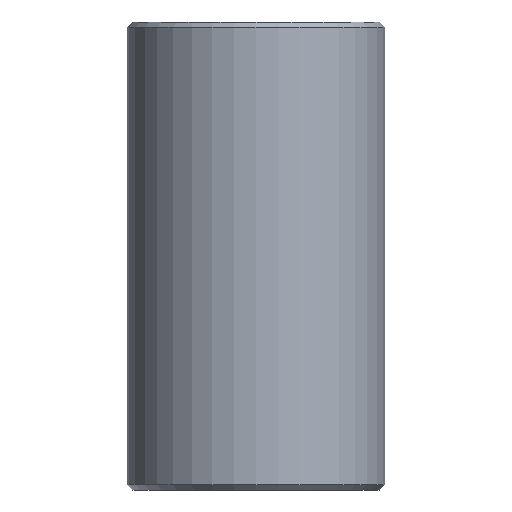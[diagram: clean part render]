
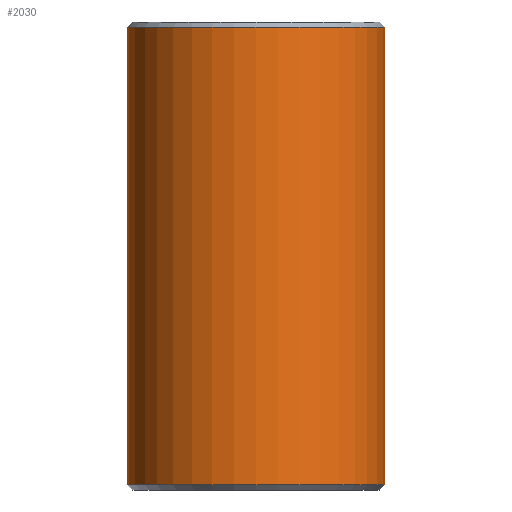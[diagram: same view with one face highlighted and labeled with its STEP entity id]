
A CAD part, front view. The second image highlights one B-rep face of the part: STEP entity #2030.
In plain terms, the highlighted cylindrical face has radius 5.5 mm (diameter 11 mm), a partial arc.
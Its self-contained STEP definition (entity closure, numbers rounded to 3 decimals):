
#50 = CARTESIAN_POINT ( 'NONE',  ( 5.5, 0., 9.78 ) ) ;
#235 = EDGE_CURVE ( 'NONE', #315, #1909, #3317, .T. ) ;
#304 = LINE ( 'NONE', #1150, #1560 ) ;
#315 = VERTEX_POINT ( 'NONE', #1901 ) ;
#503 = CARTESIAN_POINT ( 'NONE',  ( -5.5, 0., -9.78 ) ) ;
#527 = DIRECTION ( 'NONE',  ( 0., 0., -1. ) ) ;
#668 = DIRECTION ( 'NONE',  ( 1., 0., 0. ) ) ;
#674 = DIRECTION ( 'NONE',  ( 0., 0., -1. ) ) ;
#875 = EDGE_LOOP ( 'NONE', ( #4028, #2145, #4220, #1277 ) ) ;
#1025 = DIRECTION ( 'NONE',  ( 1., 0., 0. ) ) ;
#1150 = CARTESIAN_POINT ( 'NONE',  ( 5.5, 0., 10. ) ) ;
#1268 = CARTESIAN_POINT ( 'NONE',  ( 5.5, 0., -9.78 ) ) ;
#1277 = ORIENTED_EDGE ( 'NONE', *, *, #4103, .T. ) ;
#1361 = CARTESIAN_POINT ( 'NONE',  ( 0., 0., 9.78 ) ) ;
#1517 = DIRECTION ( 'NONE',  ( -1., 0., 0. ) ) ;
#1560 = VECTOR ( 'NONE', #3776, 1000. ) ;
#1611 = AXIS2_PLACEMENT_3D ( 'NONE', #1361, #674, #1025 ) ;
#1676 = AXIS2_PLACEMENT_3D ( 'NONE', #1990, #4293, #668 ) ;
#1901 = CARTESIAN_POINT ( 'NONE',  ( -5.5, 0., 9.78 ) ) ;
#1909 = VERTEX_POINT ( 'NONE', #503 ) ;
#1990 = CARTESIAN_POINT ( 'NONE',  ( 0., 0., -9.78 ) ) ;
#2030 = ADVANCED_FACE ( 'NONE', ( #3529 ), #2406, .T. ) ;
#2041 = EDGE_CURVE ( 'NONE', #2420, #315, #2907, .T. ) ;
#2145 = ORIENTED_EDGE ( 'NONE', *, *, #2041, .T. ) ;
#2271 = DIRECTION ( 'NONE',  ( 0., 0., -1. ) ) ;
#2406 = CYLINDRICAL_SURFACE ( 'NONE', #3279, 5.5 ) ;
#2420 = VERTEX_POINT ( 'NONE', #50 ) ;
#2581 = VERTEX_POINT ( 'NONE', #1268 ) ;
#2907 = CIRCLE ( 'NONE', #1611, 5.5 ) ;
#3240 = CARTESIAN_POINT ( 'NONE',  ( 0., 0., 10. ) ) ;
#3279 = AXIS2_PLACEMENT_3D ( 'NONE', #3240, #2271, #1517 ) ;
#3317 = LINE ( 'NONE', #3884, #3732 ) ;
#3529 = FACE_OUTER_BOUND ( 'NONE', #875, .T. ) ;
#3661 = CIRCLE ( 'NONE', #1676, 5.5 ) ;
#3726 = EDGE_CURVE ( 'NONE', #2420, #2581, #304, .T. ) ;
#3732 = VECTOR ( 'NONE', #527, 1000. ) ;
#3776 = DIRECTION ( 'NONE',  ( 0., 0., -1. ) ) ;
#3884 = CARTESIAN_POINT ( 'NONE',  ( -5.5, 0., 10. ) ) ;
#4028 = ORIENTED_EDGE ( 'NONE', *, *, #3726, .F. ) ;
#4103 = EDGE_CURVE ( 'NONE', #1909, #2581, #3661, .T. ) ;
#4220 = ORIENTED_EDGE ( 'NONE', *, *, #235, .T. ) ;
#4293 = DIRECTION ( 'NONE',  ( 0., 0., 1. ) ) ;
